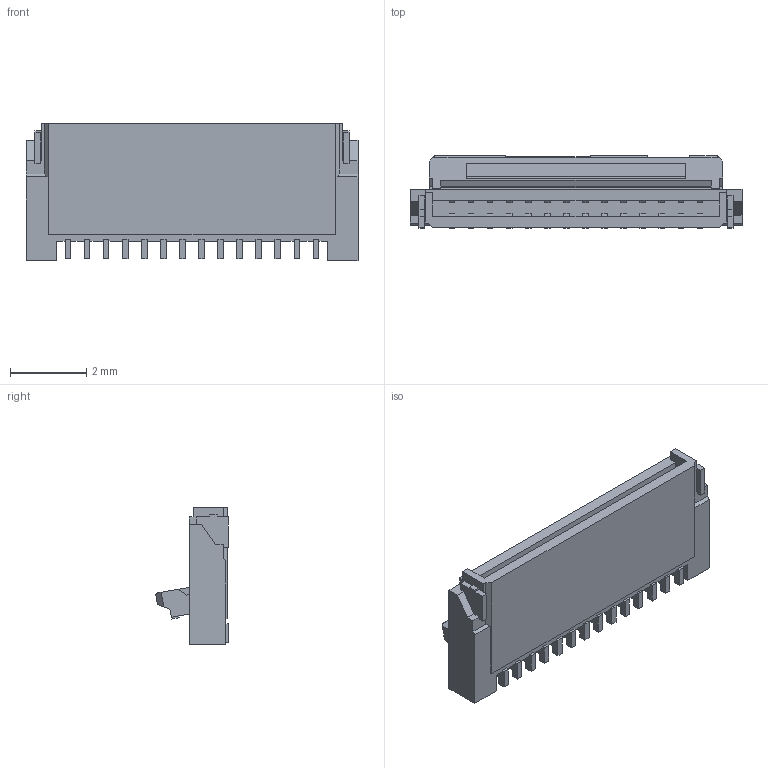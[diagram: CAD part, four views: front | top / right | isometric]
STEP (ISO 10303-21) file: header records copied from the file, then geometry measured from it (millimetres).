
FILE_DESCRIPTION((''),'2;1');
FILE_NAME('5034801400','2019-03-11T',('gga'),(''),'PRO/ENGINEER BY PARAMETRIC TECHNOLOGY CORPORATION, 2016010','PRO/ENGINEER BY PARAMETRIC TECHNOLOGY CORPORATION, 2016010','');
FILE_SCHEMA(('CONFIG_CONTROL_DESIGN'));
Length unit declared in the file: millimetre
Products named in the file (1): 5034801400
Bounding box: 8.7 x 1.9 x 3.6 mm (x, y, z)
Volume: 20.4 mm3; surface area: 151.5 mm2
Topology: 1 solids, 1 shells, 590 faces, 1691 edges, 1146 vertices
Faces by surface type: plane 536, cylinder 54
Entity records: 18988 total; most frequent: CARTESIAN_POINT 3372, ORIENTED_EDGE 3254, DIRECTION 2981, EDGE_CURVE 1627, VECTOR 1579, LINE 1579, VERTEX_POINT 1082, AXIS2_PLACEMENT_3D 701
